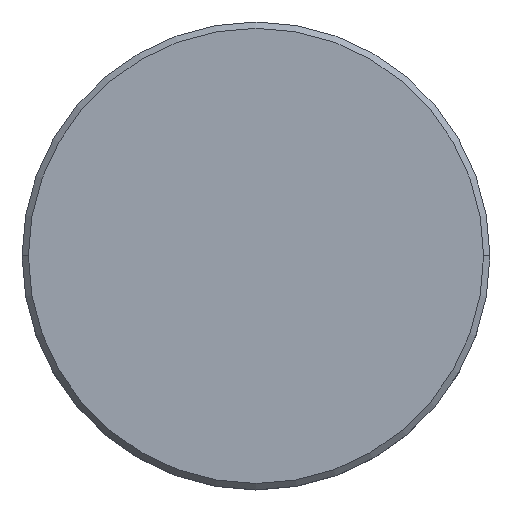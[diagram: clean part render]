
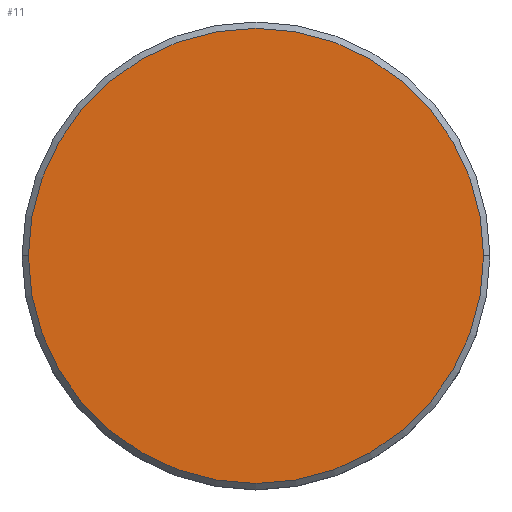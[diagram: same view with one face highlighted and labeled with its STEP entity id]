
A CAD part, top view. The second image highlights one B-rep face of the part: STEP entity #11.
In plain terms, the highlighted planar face has unit normal (0, 0, 1).
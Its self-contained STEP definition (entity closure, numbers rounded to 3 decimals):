
#5 = DIRECTION ( 'NONE',  ( 1., 0., 0. ) ) ;
#11 = ADVANCED_FACE ( 'NONE', ( #65 ), #193, .T. ) ;
#19 = DIRECTION ( 'NONE',  ( 0., 0., 1. ) ) ;
#25 = CARTESIAN_POINT ( 'NONE',  ( 0., 0., 0. ) ) ;
#28 = AXIS2_PLACEMENT_3D ( 'NONE', #157, #19, #212 ) ;
#42 = ORIENTED_EDGE ( 'NONE', *, *, #166, .T. ) ;
#65 = FACE_OUTER_BOUND ( 'NONE', #171, .T. ) ;
#86 = VERTEX_POINT ( 'NONE', #93 ) ;
#90 = CIRCLE ( 'NONE', #333, 18. ) ;
#93 = CARTESIAN_POINT ( 'NONE',  ( 18., 0., 0. ) ) ;
#121 = VERTEX_POINT ( 'NONE', #303 ) ;
#143 = ORIENTED_EDGE ( 'NONE', *, *, #144, .T. ) ;
#144 = EDGE_CURVE ( 'NONE', #86, #121, #90, .T. ) ;
#157 = CARTESIAN_POINT ( 'NONE',  ( 0., 0., 0. ) ) ;
#166 = EDGE_CURVE ( 'NONE', #121, #86, #172, .T. ) ;
#171 = EDGE_LOOP ( 'NONE', ( #42, #143 ) ) ;
#172 = CIRCLE ( 'NONE', #28, 18. ) ;
#189 = CARTESIAN_POINT ( 'NONE',  ( 0., 0., 0. ) ) ;
#193 = PLANE ( 'NONE',  #287 ) ;
#212 = DIRECTION ( 'NONE',  ( 1., 0., 0. ) ) ;
#273 = DIRECTION ( 'NONE',  ( 0., 0., 1. ) ) ;
#287 = AXIS2_PLACEMENT_3D ( 'NONE', #189, #346, #5 ) ;
#303 = CARTESIAN_POINT ( 'NONE',  ( -18., 0., 0. ) ) ;
#333 = AXIS2_PLACEMENT_3D ( 'NONE', #25, #273, #340 ) ;
#340 = DIRECTION ( 'NONE',  ( 1., 0., 0. ) ) ;
#346 = DIRECTION ( 'NONE',  ( 0., 0., 1. ) ) ;
